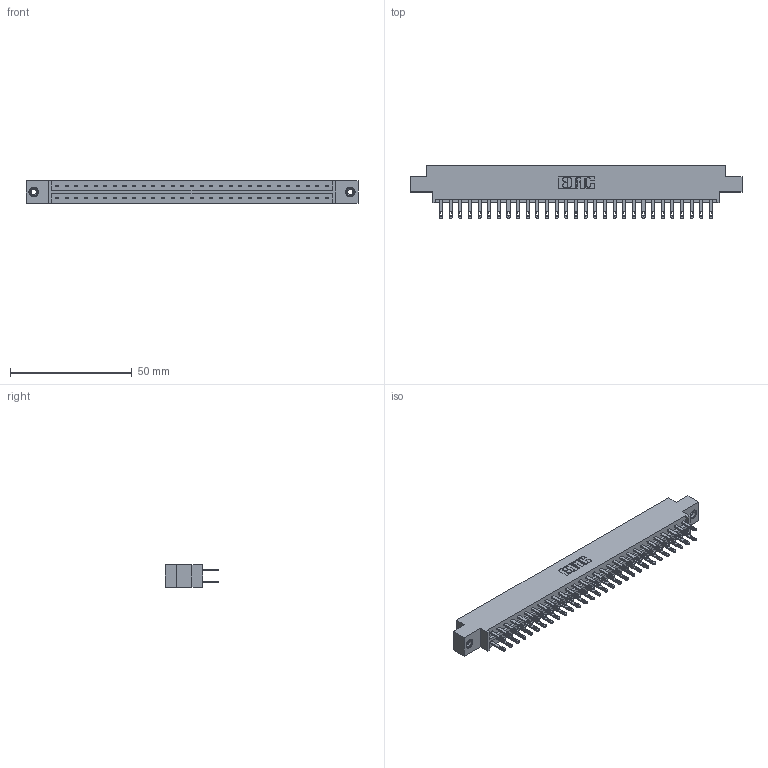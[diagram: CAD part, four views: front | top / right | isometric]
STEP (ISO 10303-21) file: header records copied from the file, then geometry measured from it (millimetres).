
FILE_DESCRIPTION (( 'STEP AP203' ), '1' );
FILE_NAME ('833-058-500-808.STEP', '2020-06-04T23:53:57', ( '' ), ( '' ), 'SwSTEP 2.0', 'SolidWorks 2020', '' );
FILE_SCHEMA (( 'CONFIG_CONTROL_DESIGN' ));
Length unit declared in the file: inch
Products named in the file (4): 833 Part_Offset - .156 Dia - TI; 345-292-001_345-293-100; 833-058-500-808; 345-250-001_345-250-003-102
Assembly tree (61 placements, depth 2):
  833-058-500-808
    833 Part_Offset - .156 Dia - TI
    345-292-001_345-293-100  x58
    345-250-001_345-250-003-102  x2
Bounding box: 136.45 x 21.85 x 9.4 mm (x, y, z)
Volume: 13752 mm3; surface area: 16999.4 mm2
Topology: 61 solids, 61 shells, 2962 faces, 8985 edges, 5982 vertices
Faces by surface type: plane 1846, cylinder 1100, cone 12, torus 4
Entity records: 21586 total; most frequent: CARTESIAN_POINT 3577, ORIENTED_EDGE 3506, DIRECTION 3111, EDGE_CURVE 1753, VECTOR 1601, LINE 1601, VERTEX_POINT 1164, AXIS2_PLACEMENT_3D 755
